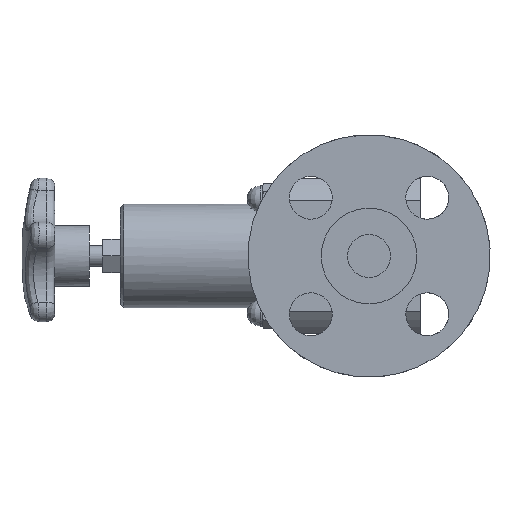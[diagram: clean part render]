
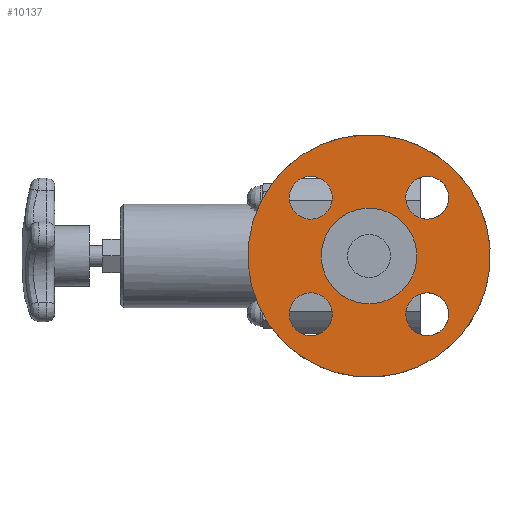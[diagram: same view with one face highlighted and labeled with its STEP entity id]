
A CAD part, left-side view. The second image highlights one B-rep face of the part: STEP entity #10137.
In plain terms, the highlighted planar face has unit normal (-1, 0, 0).
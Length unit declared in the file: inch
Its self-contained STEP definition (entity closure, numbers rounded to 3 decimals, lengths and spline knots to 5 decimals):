
#9970=CARTESIAN_POINT('',(-3.0075,1.66873,-1.13892));
#9971=VERTEX_POINT('',#9970);
#9972=CARTESIAN_POINT('',(-3.0075,1.58146,-0.84146));
#9973=DIRECTION('',(-1.,0.,0.));
#9974=DIRECTION('',(0.,0.707,-0.707));
#9975=AXIS2_PLACEMENT_3D('',#9972,#9973,#9974);
#9976=CIRCLE('',#9975,0.31);
#9977=EDGE_CURVE('',#9971,#9971,#9976,.T.);
#9987=CARTESIAN_POINT('',(-3.0075,2.41921,0.49269));
#9988=VERTEX_POINT('',#9987);
#9989=CARTESIAN_POINT('',(-3.0075,0.74,0.));
#9990=DIRECTION('',(-1.,0.,0.));
#9991=DIRECTION('',(0.,0.707,-0.707));
#9992=AXIS2_PLACEMENT_3D('',#9989,#9990,#9991);
#9993=CIRCLE('',#9992,1.75);
#9994=EDGE_CURVE('',#9988,#9988,#9993,.T.);
#10078=CARTESIAN_POINT('',(-3.0075,1.40209,0.19426));
#10079=VERTEX_POINT('',#10078);
#10080=CARTESIAN_POINT('',(-3.0075,0.74,0.));
#10081=DIRECTION('',(-1.0,0.,0.));
#10082=DIRECTION('',(0.,0.707,-0.707));
#10083=AXIS2_PLACEMENT_3D('',#10080,#10081,#10082);
#10084=CIRCLE('',#10083,0.69);
#10085=EDGE_CURVE('',#10079,#10079,#10084,.T.);
#10090=CARTESIAN_POINT('',(-3.0075,1.2279,0.4879));
#10091=DIRECTION('',(-1.0,0.0,0.0));
#10092=DIRECTION('',(0.0,-0.707,0.707));
#10093=AXIS2_PLACEMENT_3D('',#10090,#10091,#10092);
#10094=PLANE('',#10093);
#10095=ORIENTED_EDGE('',*,*,#9994,.T.);
#10096=EDGE_LOOP('',(#10095));
#10097=FACE_OUTER_BOUND('',#10096,.T.);
#10098=ORIENTED_EDGE('',*,*,#9977,.F.);
#10099=EDGE_LOOP('',(#10098));
#10100=FACE_BOUND('',#10099,.T.);
#10101=ORIENTED_EDGE('',*,*,#10085,.F.);
#10102=EDGE_LOOP('',(#10101));
#10103=FACE_BOUND('',#10102,.T.);
#10104=CARTESIAN_POINT('',(-3.0075,-0.39892,-0.92873));
#10105=VERTEX_POINT('',#10104);
#10106=CARTESIAN_POINT('',(-3.0075,-0.10146,-0.84146));
#10107=DIRECTION('',(-1.,0.,0.));
#10108=DIRECTION('',(0.,0.707,-0.707));
#10109=AXIS2_PLACEMENT_3D('',#10106,#10107,#10108);
#10110=CIRCLE('',#10109,0.31);
#10111=EDGE_CURVE('',#10105,#10105,#10110,.T.);
#10112=ORIENTED_EDGE('',*,*,#10111,.F.);
#10113=EDGE_LOOP('',(#10112));
#10114=FACE_BOUND('',#10113,.T.);
#10115=CARTESIAN_POINT('',(-3.0075,-0.18873,1.13892));
#10116=VERTEX_POINT('',#10115);
#10117=CARTESIAN_POINT('',(-3.0075,-0.10146,0.84146));
#10118=DIRECTION('',(-1.,0.,0.));
#10119=DIRECTION('',(0.,0.707,-0.707));
#10120=AXIS2_PLACEMENT_3D('',#10117,#10118,#10119);
#10121=CIRCLE('',#10120,0.31);
#10122=EDGE_CURVE('',#10116,#10116,#10121,.T.);
#10123=ORIENTED_EDGE('',*,*,#10122,.F.);
#10124=EDGE_LOOP('',(#10123));
#10125=FACE_BOUND('',#10124,.T.);
#10126=CARTESIAN_POINT('',(-3.0075,1.87892,0.92873));
#10127=VERTEX_POINT('',#10126);
#10128=CARTESIAN_POINT('',(-3.0075,1.58146,0.84146));
#10129=DIRECTION('',(-1.,0.,0.));
#10130=DIRECTION('',(0.,0.707,-0.707));
#10131=AXIS2_PLACEMENT_3D('',#10128,#10129,#10130);
#10132=CIRCLE('',#10131,0.31);
#10133=EDGE_CURVE('',#10127,#10127,#10132,.T.);
#10134=ORIENTED_EDGE('',*,*,#10133,.F.);
#10135=EDGE_LOOP('',(#10134));
#10136=FACE_BOUND('',#10135,.T.);
#10137=ADVANCED_FACE('',(#10097,#10100,#10103,#10114,#10125,#10136),#10094,.T.);
